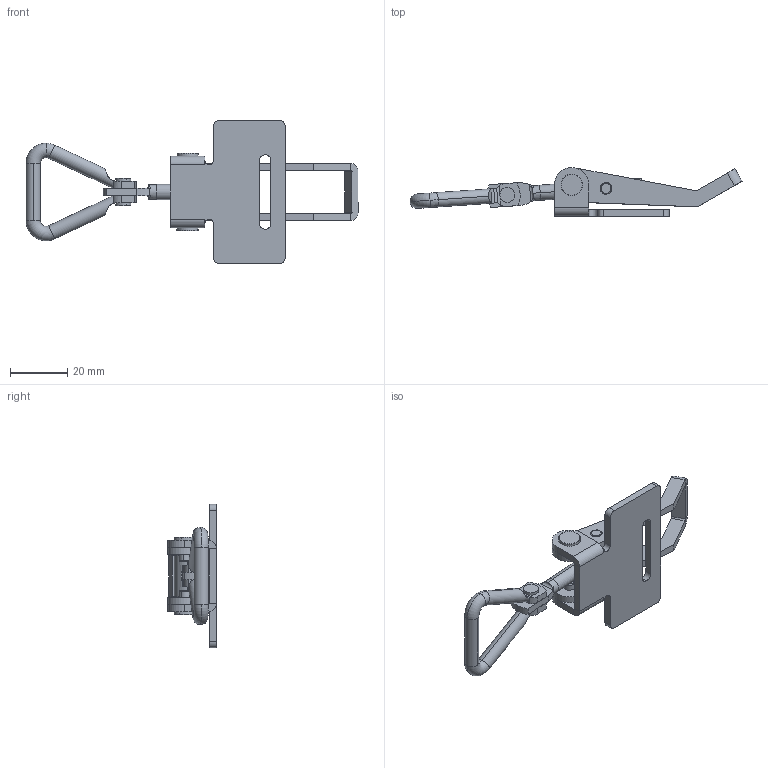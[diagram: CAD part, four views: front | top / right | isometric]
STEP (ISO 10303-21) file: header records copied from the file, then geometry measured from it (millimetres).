
FILE_DESCRIPTION (( 'STEP AP214' ), '1' );
FILE_NAME ('52021 - 702 A HINGED slot 26 mm.STEP', '2017-01-25T13:20:16', ( '' ), ( '' ), 'SwSTEP 2.0', 'SolidWorks 2015', '' );
FILE_SCHEMA (( 'AUTOMOTIVE_DESIGN' ));
Length unit declared in the file: millimetre
Products named in the file (9): 52021 - 702 A HINGED slot 26 mm; 702 - Ring 702 M6; 702 - Nit till ledad M6; 702 - Ring till ledad M6; 702 - Skruv till ledad M6; 702 - Rulle; 702 - Ansatsnit; 702 - Bygel; 702 - A
Assembly tree (9 placements, depth 3):
  52021 - 702 A HINGED slot 26 mm
    702 - A
    702 - Bygel
    702 - Ansatsnit  x2
    702 - Rulle
    702 - Ring 702 M6
      702 - Skruv till ledad M6
      702 - Ring till ledad M6
      702 - Nit till ledad M6
Bounding box: 115.74 x 17 x 50 mm (x, y, z)
Volume: 11560.4 mm3; surface area: 11489.7 mm2
Topology: 8 solids, 8 shells, 207 faces, 486 edges, 304 vertices
Faces by surface type: cylinder 101, plane 84, cone 12, torus 10
Entity records: 6200 total; most frequent: CARTESIAN_POINT 1286, DIRECTION 1006, ORIENTED_EDGE 920, EDGE_CURVE 460, AXIS2_PLACEMENT_3D 388, VERTEX_POINT 288, VECTOR 230, LINE 230
